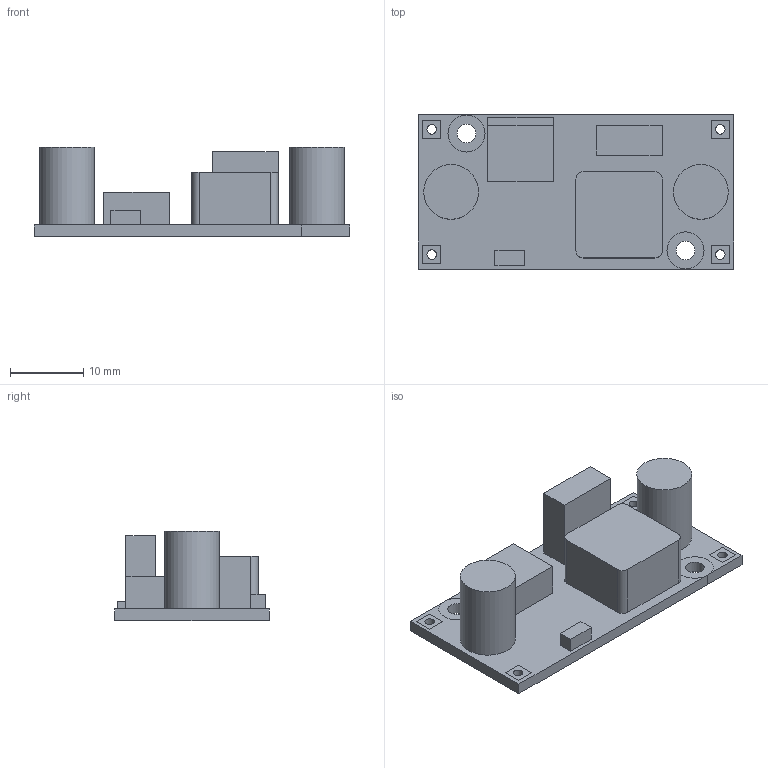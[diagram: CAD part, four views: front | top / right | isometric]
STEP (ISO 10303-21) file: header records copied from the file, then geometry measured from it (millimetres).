
FILE_DESCRIPTION(('FreeCAD Model'),'2;1');
FILE_NAME('Open CASCADE Shape Model','2023-04-03T12:55:14',('Author'),( ''),'Open CASCADE STEP processor 7.6','FreeCAD','Unknown');
FILE_SCHEMA(('AUTOMOTIVE_DESIGN { 1 0 10303 214 1 1 1 1 }'));
Length unit declared in the file: millimetre
Products named in the file (1): Pad007
Bounding box: 43.18 x 21.08 x 12.2 mm (x, y, z)
Volume: 4059.3 mm3; surface area: 3309.9 mm2
Topology: 1 solids, 1 shells, 58 faces, 152 edges, 110 vertices
Faces by surface type: plane 46, cylinder 12
Full cylindrical faces by diameter (mm): 1.3 x4, 2.54 x2, 7.5 x2
Entity records: 3970 total; most frequent: CARTESIAN_POINT 641, DIRECTION 600, LINE 380, VECTOR 380, ORIENTED_EDGE 304, PCURVE 304, DEFINITIONAL_REPRESENTATION 304, EDGE_CURVE 152
